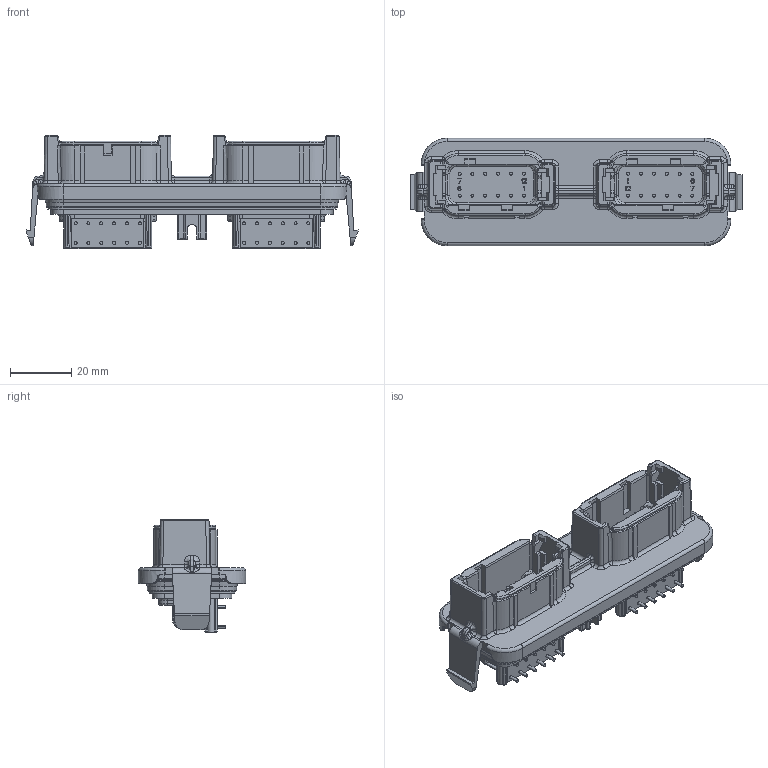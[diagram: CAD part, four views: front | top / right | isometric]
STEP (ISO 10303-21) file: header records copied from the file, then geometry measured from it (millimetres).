
FILE_DESCRIPTION((''),'2;1');
FILE_NAME('C-DTM1312PA12PBGR01','2017-05-10T',('workeradm'),('Tyco Electronics Ltd.'),'CREO PARAMETRIC BY PTC INC, 2016050','CREO PARAMETRIC BY PTC INC, 2016050','');
FILE_SCHEMA(('AUTOMOTIVE_DESIGN { 1 0 10303 214 1 1 1 1 }'));
Products named in the file (1): C-DTM1312PA12PBGR01
Bounding box: 108.31 x 35 x 36.91 mm (x, y, z)
Volume: 41745 mm3; surface area: 27021.2 mm2
Topology: 1 solids, 1 shells, 1693 faces, 4334 edges, 2690 vertices
Faces by surface type: plane 812, cylinder 571, torus 166, bspline 92, sphere 36, cone 16
Entity records: 60415 total; most frequent: CARTESIAN_POINT 19192, ORIENTED_EDGE 8668, DIRECTION 8474, EDGE_CURVE 4334, AXIS2_PLACEMENT_3D 2875, VECTOR 2724, LINE 2724, VERTEX_POINT 2690
